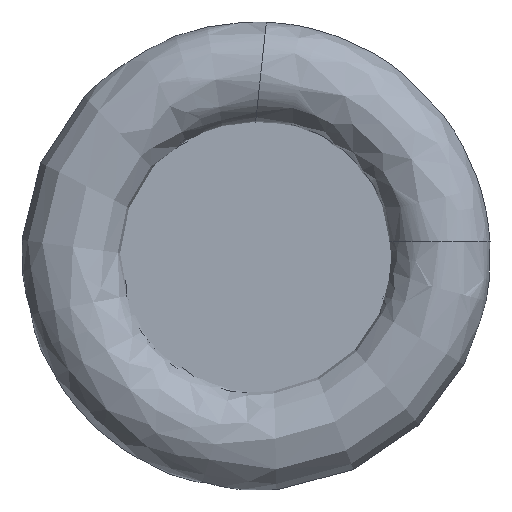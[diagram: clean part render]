
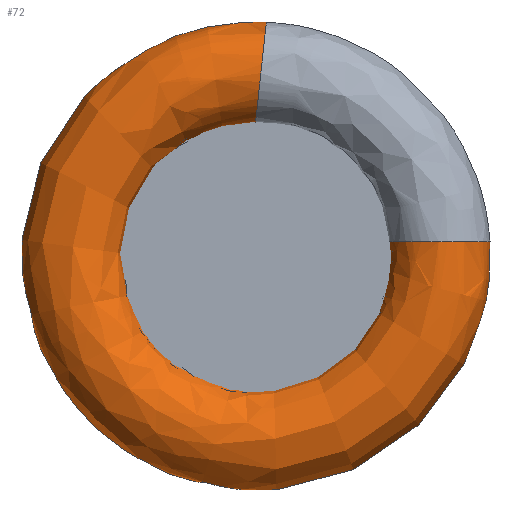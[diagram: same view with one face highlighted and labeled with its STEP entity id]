
A CAD part, left-side view. The second image highlights one B-rep face of the part: STEP entity #72.
In plain terms, the highlighted free-form (B-spline) face has degree [3, 3] with [7, 7] control points.
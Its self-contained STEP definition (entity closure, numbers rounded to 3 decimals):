
#72=ADVANCED_FACE('',(#94,#95),#92,.F.);
#92=(
BOUNDED_SURFACE()
B_SPLINE_SURFACE(3,3,((#382,#383,#384,#385,#386,#387,#388),(#389,#390,#391,
#392,#393,#394,#395),(#396,#397,#398,#399,#400,#401,#402),(#403,#404,#405,
#406,#407,#408,#409),(#410,#411,#412,#413,#414,#415,#416),(#417,#418,#419,
#420,#421,#422,#423),(#424,#425,#426,#427,#428,#429,#430)),
 .UNSPECIFIED.,.T.,.F.,.F.)
B_SPLINE_SURFACE_WITH_KNOTS((1,3,3,3,1),(4,3,4),(-0.5,0.,0.5,1.,1.5),(0.,
0.5,1.),.UNSPECIFIED.)
GEOMETRIC_REPRESENTATION_ITEM()
RATIONAL_B_SPLINE_SURFACE(((1.,0.572,0.572,1.,0.572,
0.572,1.),(0.333,0.191,0.191,
0.333,0.191,0.191,0.333),
(0.333,0.191,0.191,0.333,
0.191,0.191,0.333),(1.,0.572,
0.572,1.,0.572,0.572,1.),(0.333,
0.191,0.191,0.333,0.191,
0.191,0.333),(0.333,0.191,
0.191,0.333,0.191,0.191,
0.333),(1.,0.572,0.572,1.,0.572,
0.572,1.)))
REPRESENTATION_ITEM('')
SURFACE()
);
#94=FACE_BOUND('',#130,.T.);
#95=FACE_BOUND('',#131,.T.);
#130=EDGE_LOOP('',(#168));
#131=EDGE_LOOP('',(#169));
#168=ORIENTED_EDGE('',*,*,#225,.T.);
#169=ORIENTED_EDGE('',*,*,#226,.T.);
#206=VERTEX_POINT('',#379);
#207=VERTEX_POINT('',#381);
#225=EDGE_CURVE('',#206,#206,#244,.T.);
#226=EDGE_CURVE('',#207,#207,#245,.T.);
#244=CIRCLE('',#264,3.5);
#245=CIRCLE('',#265,3.5);
#264=AXIS2_PLACEMENT_3D('',#378,#303,#304);
#265=AXIS2_PLACEMENT_3D('',#380,#305,#306);
#303=DIRECTION('',(0.,0.994,0.107));
#304=DIRECTION('',(1.,0.,0.));
#305=DIRECTION('',(0.,0.,-1.));
#306=DIRECTION('',(1.,0.,0.));
#378=CARTESIAN_POINT('',(3.5,-0.336,12.504));
#379=CARTESIAN_POINT('',(7.,-0.336,12.504));
#380=CARTESIAN_POINT('',(3.5,-12.469,1.));
#381=CARTESIAN_POINT('',(7.,-12.469,1.));
#382=CARTESIAN_POINT('',(7.,-12.469,1.));
#383=CARTESIAN_POINT('',(7.,-13.557,-12.572));
#384=CARTESIAN_POINT('',(7.,-1.274,-18.445));
#385=CARTESIAN_POINT('',(7.,8.607,-9.077));
#386=CARTESIAN_POINT('',(7.,18.487,0.291));
#387=CARTESIAN_POINT('',(7.,13.275,12.87));
#388=CARTESIAN_POINT('',(7.,-0.336,12.504));
#389=CARTESIAN_POINT('',(7.,-5.469,1.));
#390=CARTESIAN_POINT('',(7.,-6.557,-4.953));
#391=CARTESIAN_POINT('',(7.,-1.388,-8.099));
#392=CARTESIAN_POINT('',(7.,3.4,-4.399));
#393=CARTESIAN_POINT('',(7.,8.188,-0.698));
#394=CARTESIAN_POINT('',(7.,6.446,5.097));
#395=CARTESIAN_POINT('',(7.,0.411,5.544));
#396=CARTESIAN_POINT('',(0.,-5.469,1.));
#397=CARTESIAN_POINT('',(0.,-6.557,-4.953));
#398=CARTESIAN_POINT('',(0.,-1.388,-8.099));
#399=CARTESIAN_POINT('',(0.,3.4,-4.399));
#400=CARTESIAN_POINT('',(0.,8.188,-0.698));
#401=CARTESIAN_POINT('',(0.,6.446,5.097));
#402=CARTESIAN_POINT('',(0.,0.411,5.544));
#403=CARTESIAN_POINT('',(0.,-12.469,1.));
#404=CARTESIAN_POINT('',(0.,-13.557,-12.572));
#405=CARTESIAN_POINT('',(0.,-1.274,-18.445));
#406=CARTESIAN_POINT('',(0.,8.607,-9.077));
#407=CARTESIAN_POINT('',(0.,18.487,0.291));
#408=CARTESIAN_POINT('',(0.,13.275,12.87));
#409=CARTESIAN_POINT('',(0.,-0.336,12.504));
#410=CARTESIAN_POINT('',(0.,-19.469,1.));
#411=CARTESIAN_POINT('',(0.,-20.557,-20.191));
#412=CARTESIAN_POINT('',(0.,-1.159,-28.791));
#413=CARTESIAN_POINT('',(0.,13.814,-13.755));
#414=CARTESIAN_POINT('',(0.,28.786,1.28));
#415=CARTESIAN_POINT('',(0.,20.104,20.642));
#416=CARTESIAN_POINT('',(0.,-1.082,19.464));
#417=CARTESIAN_POINT('',(7.,-19.469,1.));
#418=CARTESIAN_POINT('',(7.,-20.557,-20.191));
#419=CARTESIAN_POINT('',(7.,-1.159,-28.791));
#420=CARTESIAN_POINT('',(7.,13.814,-13.755));
#421=CARTESIAN_POINT('',(7.,28.786,1.28));
#422=CARTESIAN_POINT('',(7.,20.104,20.642));
#423=CARTESIAN_POINT('',(7.,-1.082,19.464));
#424=CARTESIAN_POINT('',(7.,-12.469,1.));
#425=CARTESIAN_POINT('',(7.,-13.557,-12.572));
#426=CARTESIAN_POINT('',(7.,-1.274,-18.445));
#427=CARTESIAN_POINT('',(7.,8.607,-9.077));
#428=CARTESIAN_POINT('',(7.,18.487,0.291));
#429=CARTESIAN_POINT('',(7.,13.275,12.87));
#430=CARTESIAN_POINT('',(7.,-0.336,12.504));
